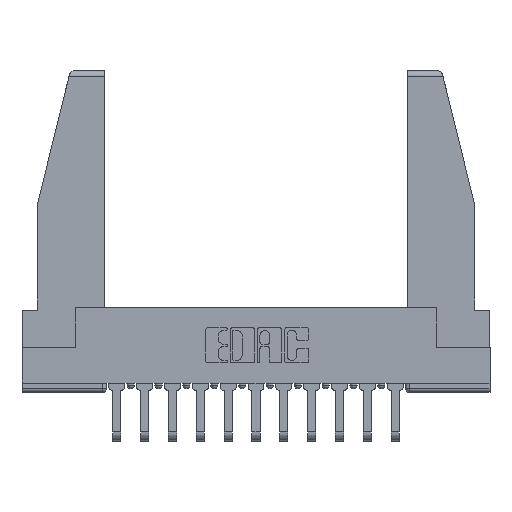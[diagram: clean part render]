
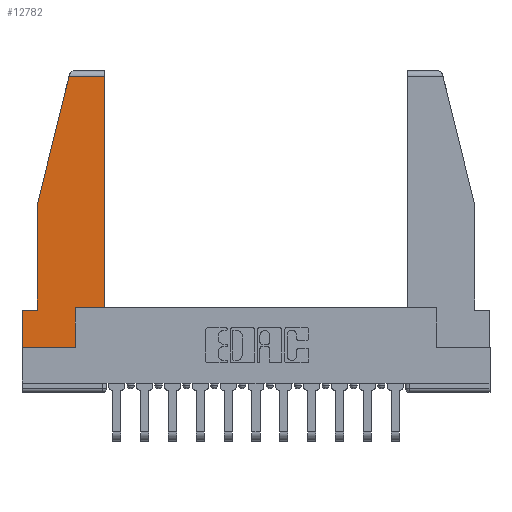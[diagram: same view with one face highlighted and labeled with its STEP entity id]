
A CAD part, top view. The second image highlights one B-rep face of the part: STEP entity #12782.
In plain terms, the highlighted planar face has unit normal (0, 0, 1).
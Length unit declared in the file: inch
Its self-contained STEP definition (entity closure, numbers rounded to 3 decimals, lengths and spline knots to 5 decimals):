
#127 = VECTOR ( 'NONE', #13999, 39.37008 ) ;
#489 = VECTOR ( 'NONE', #10973, 39.37008 ) ;
#621 = LINE ( 'NONE', #9755, #4191 ) ;
#976 = CARTESIAN_POINT ( 'NONE',  ( 0.297, 0., 0. ) ) ;
#1070 = CARTESIAN_POINT ( 'NONE',  ( 0.086, 0.8, 0. ) ) ;
#1345 = EDGE_CURVE ( 'NONE', #13112, #6015, #13617, .T. ) ;
#1438 = VERTEX_POINT ( 'NONE', #15025 ) ;
#1737 = PLANE ( 'NONE',  #1906 ) ;
#1906 = AXIS2_PLACEMENT_3D ( 'NONE', #9603, #9697, #8096 ) ;
#1967 = DIRECTION ( 'NONE',  ( 0., 1., 0. ) ) ;
#2300 = ORIENTED_EDGE ( 'NONE', *, *, #14509, .T. ) ;
#2387 = VERTEX_POINT ( 'NONE', #17060 ) ;
#2606 = ORIENTED_EDGE ( 'NONE', *, *, #16604, .T. ) ;
#2721 = CARTESIAN_POINT ( 'NONE',  ( 0., 0., 0. ) ) ;
#3282 = ORIENTED_EDGE ( 'NONE', *, *, #15512, .T. ) ;
#3296 = LINE ( 'NONE', #8670, #5142 ) ;
#3518 = ORIENTED_EDGE ( 'NONE', *, *, #8338, .T. ) ;
#3560 = VERTEX_POINT ( 'NONE', #12159 ) ;
#3674 = LINE ( 'NONE', #6403, #16751 ) ;
#4105 = VECTOR ( 'NONE', #4184, 39.37008 ) ;
#4184 = DIRECTION ( 'NONE',  ( -1., 0., 0. ) ) ;
#4191 = VECTOR ( 'NONE', #5859, 39.37008 ) ;
#4589 = CARTESIAN_POINT ( 'NONE',  ( 0.297, 0., 0. ) ) ;
#4696 = EDGE_CURVE ( 'NONE', #1438, #3560, #12071, .T. ) ;
#4997 = EDGE_CURVE ( 'NONE', #5850, #1438, #3296, .T. ) ;
#5142 = VECTOR ( 'NONE', #1967, 39.37008 ) ;
#5157 = VERTEX_POINT ( 'NONE', #15052 ) ;
#5698 = VECTOR ( 'NONE', #11040, 39.37008 ) ;
#5850 = VERTEX_POINT ( 'NONE', #8314 ) ;
#5859 = DIRECTION ( 'NONE',  ( -1., 0., 0. ) ) ;
#6015 = VERTEX_POINT ( 'NONE', #976 ) ;
#6323 = CARTESIAN_POINT ( 'NONE',  ( 0.271, 1.55, 0. ) ) ;
#6403 = CARTESIAN_POINT ( 'NONE',  ( 0., 0.21, 0. ) ) ;
#7264 = ORIENTED_EDGE ( 'NONE', *, *, #8305, .T. ) ;
#7427 = ORIENTED_EDGE ( 'NONE', *, *, #10720, .T. ) ;
#8096 = DIRECTION ( 'NONE',  ( 1., 0., 0. ) ) ;
#8305 = EDGE_CURVE ( 'NONE', #9324, #14081, #12974, .T. ) ;
#8314 = CARTESIAN_POINT ( 'NONE',  ( 0.461, 0.223, 0. ) ) ;
#8338 = EDGE_CURVE ( 'NONE', #5157, #13112, #3674, .T. ) ;
#8670 = CARTESIAN_POINT ( 'NONE',  ( 0.461, 0.223, 0. ) ) ;
#8808 = ORIENTED_EDGE ( 'NONE', *, *, #1345, .T. ) ;
#8967 = DIRECTION ( 'NONE',  ( 0., -1., 0. ) ) ;
#8975 = LINE ( 'NONE', #6323, #16659 ) ;
#9147 = DIRECTION ( 'NONE',  ( 0., -1., 0. ) ) ;
#9229 = CARTESIAN_POINT ( 'NONE',  ( 0., 0., 0. ) ) ;
#9324 = VERTEX_POINT ( 'NONE', #1070 ) ;
#9603 = CARTESIAN_POINT ( 'NONE',  ( 0., 0., 0. ) ) ;
#9697 = DIRECTION ( 'NONE',  ( 0., 0., 1. ) ) ;
#9755 = CARTESIAN_POINT ( 'NONE',  ( 0., 0.21, 0. ) ) ;
#10639 = CARTESIAN_POINT ( 'NONE',  ( 0.086, 0.21, 0. ) ) ;
#10720 = EDGE_CURVE ( 'NONE', #6015, #2387, #16808, .T. ) ;
#10973 = DIRECTION ( 'NONE',  ( 1., 0., 0. ) ) ;
#11040 = DIRECTION ( 'NONE',  ( 1., 0., 0. ) ) ;
#11496 = ORIENTED_EDGE ( 'NONE', *, *, #4696, .T. ) ;
#11741 = DIRECTION ( 'NONE',  ( -0.239, -0.971, 0. ) ) ;
#11955 = LINE ( 'NONE', #14706, #489 ) ;
#12071 = LINE ( 'NONE', #17209, #4105 ) ;
#12159 = CARTESIAN_POINT ( 'NONE',  ( 0.2636, 1.52, 0. ) ) ;
#12457 = FACE_OUTER_BOUND ( 'NONE', #14268, .T. ) ;
#12782 = ADVANCED_FACE ( 'NONE', ( #12457 ), #1737, .T. ) ;
#12974 = LINE ( 'NONE', #15708, #14215 ) ;
#13112 = VERTEX_POINT ( 'NONE', #9229 ) ;
#13617 = LINE ( 'NONE', #2721, #5698 ) ;
#13999 = DIRECTION ( 'NONE',  ( 0., 1., 0. ) ) ;
#14081 = VERTEX_POINT ( 'NONE', #10639 ) ;
#14215 = VECTOR ( 'NONE', #8967, 39.37008 ) ;
#14268 = EDGE_LOOP ( 'NONE', ( #15727, #11496, #2606, #7264, #3282, #3518, #8808, #7427, #2300 ) ) ;
#14509 = EDGE_CURVE ( 'NONE', #2387, #5850, #11955, .T. ) ;
#14706 = CARTESIAN_POINT ( 'NONE',  ( 0.297, 0.223, 0. ) ) ;
#15025 = CARTESIAN_POINT ( 'NONE',  ( 0.461, 1.52, 0. ) ) ;
#15052 = CARTESIAN_POINT ( 'NONE',  ( 0., 0.21, 0. ) ) ;
#15512 = EDGE_CURVE ( 'NONE', #14081, #5157, #621, .T. ) ;
#15708 = CARTESIAN_POINT ( 'NONE',  ( 0.086, 0.8, 0. ) ) ;
#15727 = ORIENTED_EDGE ( 'NONE', *, *, #4997, .T. ) ;
#16604 = EDGE_CURVE ( 'NONE', #3560, #9324, #8975, .T. ) ;
#16659 = VECTOR ( 'NONE', #11741, 39.37008 ) ;
#16751 = VECTOR ( 'NONE', #9147, 39.37008 ) ;
#16808 = LINE ( 'NONE', #4589, #127 ) ;
#17060 = CARTESIAN_POINT ( 'NONE',  ( 0.297, 0.223, 0. ) ) ;
#17209 = CARTESIAN_POINT ( 'NONE',  ( 0., 1.52, 0. ) ) ;
